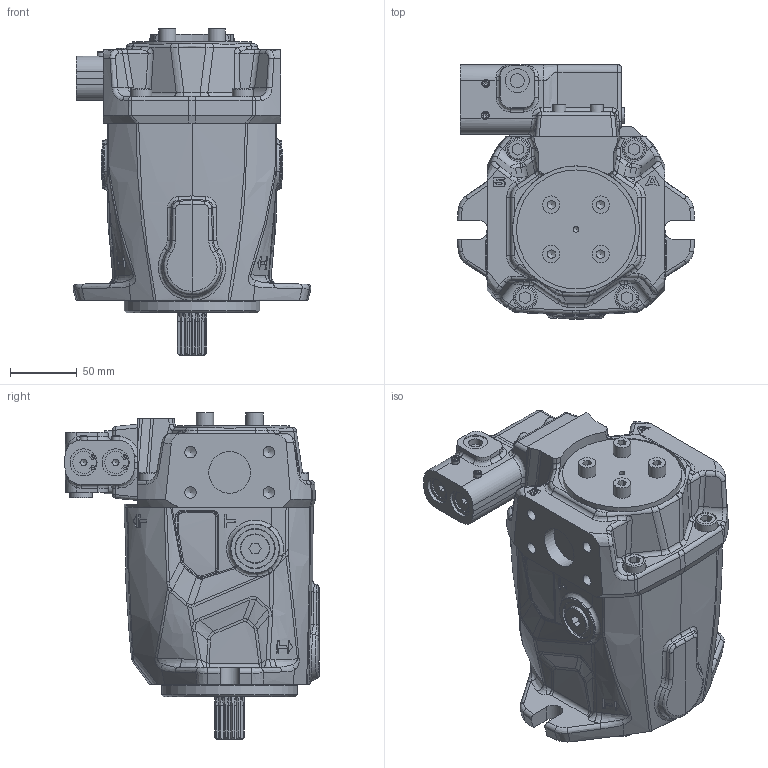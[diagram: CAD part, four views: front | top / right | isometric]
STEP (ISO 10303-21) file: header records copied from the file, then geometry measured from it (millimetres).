
FILE_DESCRIPTION( ( 'STEP AP214' ), '1' );
FILE_NAME( 'C40V-028 LS0DA VR.stp', '2021-05-28T12:36:18', ( 'License CC BY-ND 4.0' ), ( 'CADENAS' ), ' ', 'PARTsolutions', ' ' );
FILE_SCHEMA( ( 'AUTOMOTIVE_DESIGN { 1 0 10303 214 1 1 1 1 }' ) );
Length unit declared in the file: millimetre
Products named in the file (9): 115586367 C40V 028-B1-R-LS0DA---K02G A2; _C40V 028-B1-R-LS0DA---K02G A2; 1; _028 Zylinderschraube; _Welle 13 T ohne Freistich; _HAWE G 3/8
Assembly tree (13 placements, depth 2):
  115586367 C40V 028-B1-R-LS0DA---K02G A2
    _C40V 028-B1-R-LS0DA---K02G A2
    1
    1
    1
    1
    _028 Zylinderschraube  x4
    _Welle 13 T ohne Freistich
    _HAWE G 3/8  x3
Bounding box: 177.89 x 190.33 x 244 mm (x, y, z)
Volume: 3211638.2 mm3; surface area: 260908.8 mm2
Topology: 12 solids, 12 shells, 1400 faces, 3470 edges, 2174 vertices
Faces by surface type: plane 507, bspline 453, cylinder 293, cone 108, torus 29, extrusion 6, sphere 4
Full cylindrical faces by diameter (mm): 2 x6, 4 x1, 4.2 x1, 5 x6, 6 x6, 6.8 x8, 8 x4, 8.5 x12, 9 x4, 10 x8, 10.5 x1, 11 x4, 12 x2, 13 x4, 14 x2, 16 x4, 16.66 x3, 17 x1, 17.5 x3, 18 x6, 18.45 x1, 19 x2, 20.2 x2, 21 x2, 22 x3, 22.22 x1, 28 x2, 30 x3, 31.25 x1, 32.5 x1
Entity records: 65597 total; most frequent: CARTESIAN_POINT 38137, ORIENTED_EDGE 6070, DIRECTION 3677, EDGE_CURVE 3035, VERTEX_POINT 2004, EDGE_LOOP 1596, B_SPLINE_CURVE_WITH_KNOTS 1568, FACE_OUTER_BOUND 1452
